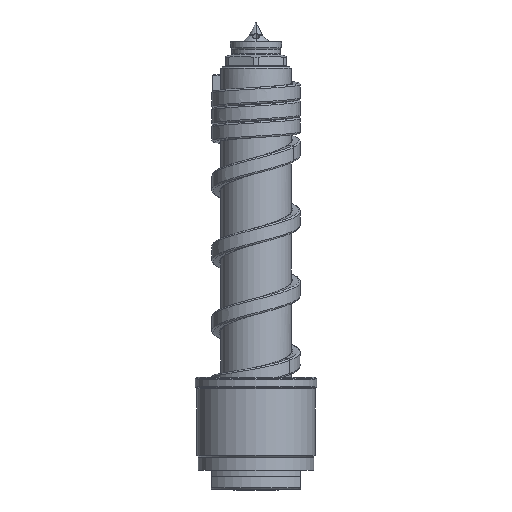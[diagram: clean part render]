
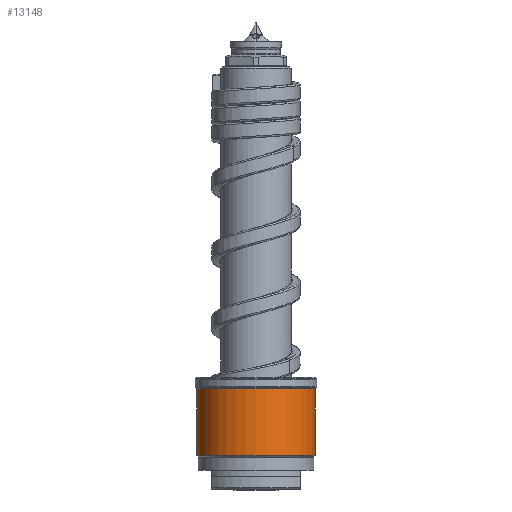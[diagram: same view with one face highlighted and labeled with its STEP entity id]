
A CAD part, front view. The second image highlights one B-rep face of the part: STEP entity #13148.
In plain terms, the highlighted cylindrical face has radius 18.5 mm (diameter 37 mm), a partial arc.
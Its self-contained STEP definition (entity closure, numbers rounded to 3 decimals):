
#4340=CARTESIAN_POINT('',(0.,0.,10.583));
#4341=DIRECTION('',(0.,0.,1.));
#4342=DIRECTION('',(-1.,0.,0.));
#4343=AXIS2_PLACEMENT_3D('',#4340,#4341,#4342);
#4345=DIRECTION('',(0.,0.,-1.));
#4346=VECTOR('',#4345,20.834);
#4347=CARTESIAN_POINT('',(-18.5,0.,31.417));
#4348=LINE('',#4347,#4346);
#4349=CARTESIAN_POINT('',(0.,0.,31.417));
#4350=DIRECTION('',(0.,0.,1.));
#4351=DIRECTION('',(-1.,0.,0.));
#4352=AXIS2_PLACEMENT_3D('',#4349,#4350,#4351);
#4354=DIRECTION('',(0.,0.,-1.));
#4355=VECTOR('',#4354,20.834);
#4356=CARTESIAN_POINT('',(18.5,0.,31.417));
#4357=LINE('',#4356,#4355);
#7118=CARTESIAN_POINT('',(18.5,0.,31.417));
#7119=CARTESIAN_POINT('',(-18.5,0.,31.417));
#7120=VERTEX_POINT('',#7118);
#7121=VERTEX_POINT('',#7119);
#7144=CARTESIAN_POINT('',(18.5,0.,10.583));
#7145=VERTEX_POINT('',#7144);
#7146=CARTESIAN_POINT('',(-18.5,0.,10.583));
#7147=VERTEX_POINT('',#7146);
#13136=CARTESIAN_POINT('',(0.,0.,8.75));
#13137=DIRECTION('',(0.,0.,1.));
#13138=DIRECTION('',(-1.,0.,0.));
#13139=AXIS2_PLACEMENT_3D('',#13136,#13137,#13138);
#13140=CYLINDRICAL_SURFACE('',#13139,18.5);
#13141=ORIENTED_EDGE('',*,*,#11187,.F.);
#13142=ORIENTED_EDGE('',*,*,#11168,.F.);
#13144=ORIENTED_EDGE('',*,*,#13143,.T.);
#13145=ORIENTED_EDGE('',*,*,#11164,.T.);
#13146=EDGE_LOOP('',(#13141,#13142,#13144,#13145));
#13147=FACE_OUTER_BOUND('',#13146,.F.);
#4344=CIRCLE('',#4343,18.5);
#4353=CIRCLE('',#4352,18.5);
#11164=EDGE_CURVE('',#7120,#7145,#4357,.T.);
#11168=EDGE_CURVE('',#7121,#7147,#4348,.T.);
#11187=EDGE_CURVE('',#7147,#7145,#4344,.T.);
#13143=EDGE_CURVE('',#7121,#7120,#4353,.T.);
#13148=ADVANCED_FACE('',(#13147),#13140,.T.);
